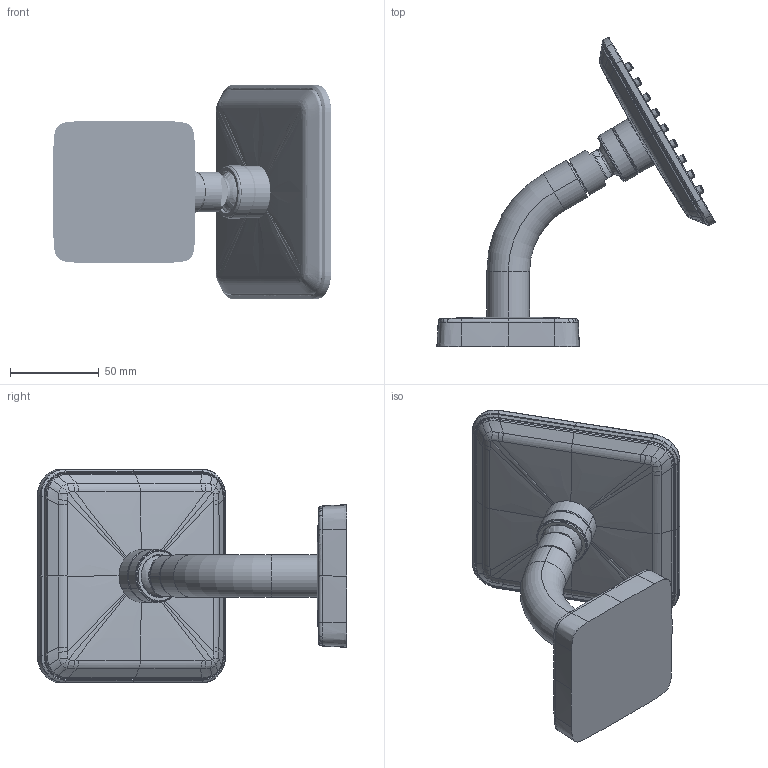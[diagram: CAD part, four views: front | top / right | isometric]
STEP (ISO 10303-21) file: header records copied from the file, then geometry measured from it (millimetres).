
FILE_DESCRIPTION(('3DEXPERIENCE STEP','CAx-IF Rec.Pracs.--- Model Styling and Organization---1.5--- 2016-08-15','CAx-IF Rec.Pracs.---Supplemental Geometry---1.0---2011-11-01','CAx-IF Rec.Pracs.--- Composite Materials ---3.4---2017-06-13','CAx-IF Rec.Pracs.---Tessellated 3D Geometry---1.0---2015-12-17'),'2;1');
FILE_NAME('prd-HG-00795806.stp','2024-08-06T09:20:36+00:00',('none'),('none'),'3DEXPERIENCE Platform3DEXPERIENCE R2023x HotFix 5','3DEXPERIENCE Platform STEP AP242 v2','none');
FILE_SCHEMA(('AP242_MANAGED_MODEL_BASED_3D_ENGINEERING_MIM_LF {1 0 10303 442 1 1 4}'));
Length unit declared in the file: millimetre
Products named in the file (8): P-2_AX_Citterio_C_KB_120/120_m_BA; P-2_Brausearm_kurz_SB_AX_Citterio_C; P-2_Rosette_KB_Raindance_E2_d25; P-2_Strahlscheibe_SB_AX_Citterio_C; P-2_Abdeckung_SB_AX_Citterio_C; P-2_EB_Strahleinsatz_SB_AX_Starck_Next; V5_P_2_Gelenkkugel_D7_KB_180_(R02); V5_P_2_Ueberwurfmutter_USA-KB
Assembly tree (7 placements, depth 2):
  P-2_AX_Citterio_C_KB_120/120_m_BA
    P-2_Brausearm_kurz_SB_AX_Citterio_C
    P-2_Rosette_KB_Raindance_E2_d25
    P-2_Strahlscheibe_SB_AX_Citterio_C
    P-2_Abdeckung_SB_AX_Citterio_C
    P-2_EB_Strahleinsatz_SB_AX_Starck_Next
    V5_P_2_Gelenkkugel_D7_KB_180_(R02)
    V5_P_2_Ueberwurfmutter_USA-KB
Bounding box: 156.36 x 173.68 x 120 mm (x, y, z)
Volume: 331606.4 mm3; surface area: 104417.3 mm2
Topology: 87 solids, 87 shells, 4180 faces, 9396 edges, 5880 vertices
Faces by surface type: bspline 1129, torus 1071, cone 1021, plane 698, cylinder 259, sphere 2
Entity records: 178013 total; most frequent: CARTESIAN_POINT 101297, ORIENTED_EDGE 18784, EDGE_CURVE 9392, DIRECTION 9103, AXIS2_PLACEMENT_3D 6143, VERTEX_POINT 5880, EDGE_LOOP 4674, CIRCLE 4509
